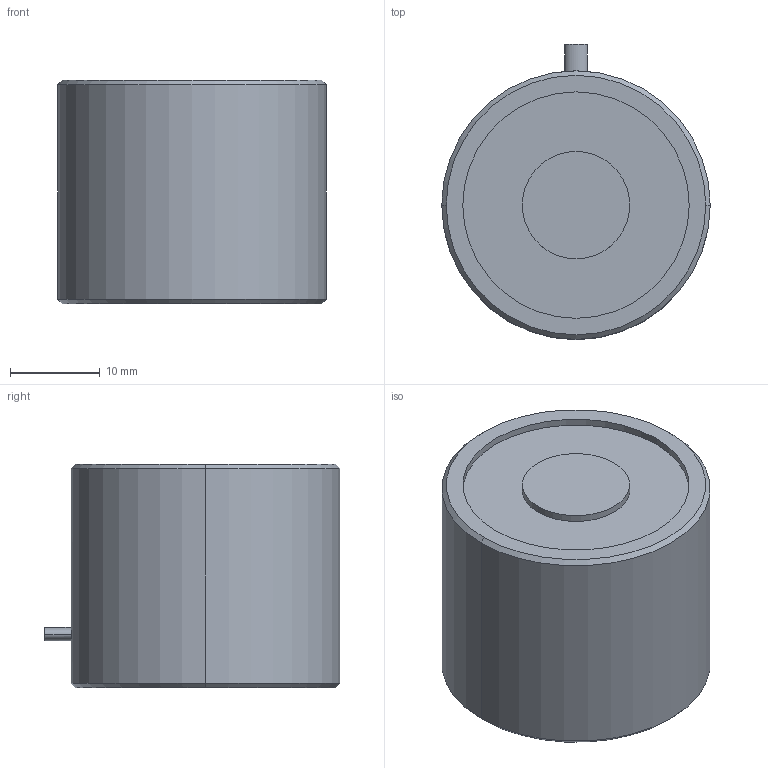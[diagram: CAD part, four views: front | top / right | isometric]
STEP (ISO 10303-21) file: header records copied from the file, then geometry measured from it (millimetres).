
FILE_DESCRIPTION (( 'STEP AP214' ), '1' );
FILE_NAME ('Magnetic lock BR-30-25 (D30x25mm).STEP', '2019-12-16T17:02:34', ( 'Elessar' ), ( '' ), 'SwSTEP 2.0', 'SolidWorks 2018', '' );
FILE_SCHEMA (( 'AUTOMOTIVE_DESIGN' ));
Length unit declared in the file: millimetre
Products named in the file (1): Magnetic lock BR-30-25 (D30x25mm)
Bounding box: 30 x 33 x 25 mm (x, y, z)
Volume: 17243.8 mm3; surface area: 4007.3 mm2
Topology: 1 solids, 1 shells, 51 faces, 128 edges, 83 vertices
Faces by surface type: cylinder 36, plane 6, bspline 5, cone 4
Entity records: 5723 total; most frequent: CARTESIAN_POINT 4545, ORIENTED_EDGE 256, DIRECTION 172, EDGE_CURVE 128, VERTEX_POINT 83, AXIS2_PLACEMENT_3D 66, EDGE_LOOP 55, ADVANCED_FACE 51
